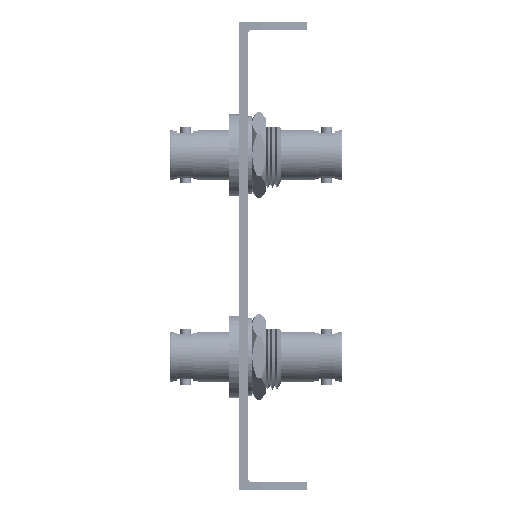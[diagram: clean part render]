
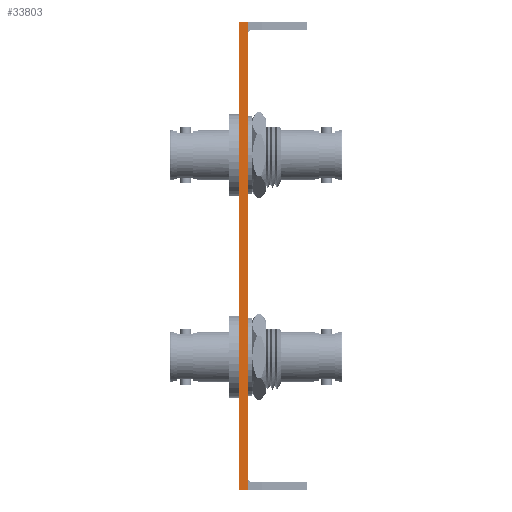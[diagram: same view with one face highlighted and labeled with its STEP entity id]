
A CAD part, left-side view. The second image highlights one B-rep face of the part: STEP entity #33803.
In plain terms, the highlighted planar face has unit normal (-1, 0, 0).
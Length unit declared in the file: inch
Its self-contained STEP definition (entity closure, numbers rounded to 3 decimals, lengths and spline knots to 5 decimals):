
#3155 = PLANE ( 'NONE',  #69370 ) ;
#3395 = DIRECTION ( 'NONE',  ( 0., 0., 1. ) ) ;
#8699 = DIRECTION ( 'NONE',  ( -1., 0., 0. ) ) ;
#11227 = LINE ( 'NONE', #49850, #68111 ) ;
#11344 = DIRECTION ( 'NONE',  ( 0., 0., 1. ) ) ;
#14107 = VECTOR ( 'NONE', #3395, 39.37008 ) ;
#14212 = CARTESIAN_POINT ( 'NONE',  ( -9.5, -38.63213, -1.74 ) ) ;
#14249 = CARTESIAN_POINT ( 'NONE',  ( -9.5, 0., 1.74 ) ) ;
#19791 = DIRECTION ( 'NONE',  ( 0., 1., 0. ) ) ;
#21225 = VECTOR ( 'NONE', #19791, 39.37008 ) ;
#22984 = LINE ( 'NONE', #14212, #21225 ) ;
#24445 = VERTEX_POINT ( 'NONE', #53232 ) ;
#24927 = ORIENTED_EDGE ( 'NONE', *, *, #37630, .F. ) ;
#27350 = VERTEX_POINT ( 'NONE', #59543 ) ;
#30533 = FACE_OUTER_BOUND ( 'NONE', #51894, .T. ) ;
#33803 = ADVANCED_FACE ( 'NONE', ( #30533 ), #3155, .T. ) ;
#33819 = EDGE_CURVE ( 'NONE', #27350, #41757, #43376, .T. ) ;
#37630 = EDGE_CURVE ( 'Edge2', #39276, #24445, #11227, .T. ) ;
#39276 = VERTEX_POINT ( 'NONE', #52659 ) ;
#40693 = EDGE_CURVE ( 'NONE', #41757, #24445, #49272, .T. ) ;
#41757 = VERTEX_POINT ( 'NONE', #66523 ) ;
#43376 = LINE ( 'NONE', #14249, #14107 ) ;
#47250 = DIRECTION ( 'NONE',  ( 0., 0., 1. ) ) ;
#49272 = LINE ( 'NONE', #51472, #65694 ) ;
#49850 = CARTESIAN_POINT ( 'NONE',  ( -9.5, 0.06, 1.74 ) ) ;
#51472 = CARTESIAN_POINT ( 'NONE',  ( -9.5, -38.63213, 1.74 ) ) ;
#51894 = EDGE_LOOP ( 'NONE', ( #24927, #52580, #56392, #52785 ) ) ;
#52580 = ORIENTED_EDGE ( 'NONE', *, *, #60677, .F. ) ;
#52659 = CARTESIAN_POINT ( 'NONE',  ( -9.5, 0.06, -1.74 ) ) ;
#52785 = ORIENTED_EDGE ( 'NONE', *, *, #40693, .T. ) ;
#53232 = CARTESIAN_POINT ( 'NONE',  ( -9.5, 0.06, 1.74 ) ) ;
#56392 = ORIENTED_EDGE ( 'NONE', *, *, #33819, .T. ) ;
#56751 = DIRECTION ( 'NONE',  ( 0., 1., 0. ) ) ;
#57813 = CARTESIAN_POINT ( 'NONE',  ( -9.5, -38.63213, 1.74 ) ) ;
#59543 = CARTESIAN_POINT ( 'NONE',  ( -9.5, 0., -1.74 ) ) ;
#60677 = EDGE_CURVE ( 'NONE', #27350, #39276, #22984, .T. ) ;
#65694 = VECTOR ( 'NONE', #56751, 39.37008 ) ;
#66523 = CARTESIAN_POINT ( 'NONE',  ( -9.5, 0., 1.74 ) ) ;
#68111 = VECTOR ( 'NONE', #11344, 39.37008 ) ;
#69370 = AXIS2_PLACEMENT_3D ( 'NONE', #57813, #8699, #47250 ) ;
